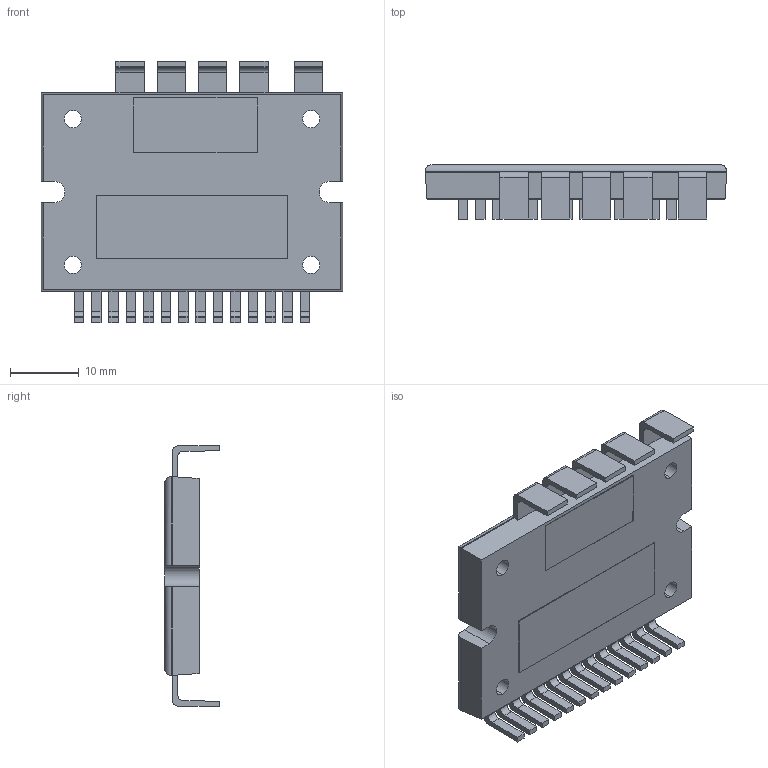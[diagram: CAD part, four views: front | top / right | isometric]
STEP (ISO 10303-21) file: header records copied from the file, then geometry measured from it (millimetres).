
FILE_DESCRIPTION (( 'STEP AP214' ), '1' );
FILE_NAME ('NXV08V110DB1.STEP', '2023-05-26T17:36:08', ( '' ), ( '' ), 'SwSTEP 2.0', 'SolidWorks 2021', '' );
FILE_SCHEMA (( 'AUTOMOTIVE_DESIGN' ));
Length unit declared in the file: millimetre
Products named in the file (1): NXV08V110DB1
Bounding box: 44 x 7.96 x 38.14 mm (x, y, z)
Volume: 6471 mm3; surface area: 4508.8 mm2
Topology: 6 solids, 6 shells, 230 faces, 609 edges, 394 vertices
Faces by surface type: plane 171, cylinder 59
Entity records: 9528 total; most frequent: CARTESIAN_POINT 1246, ORIENTED_EDGE 1218, DIRECTION 1177, EDGE_CURVE 609, LINE 495, VECTOR 495, VERTEX_POINT 394, AXIS2_PLACEMENT_3D 341
